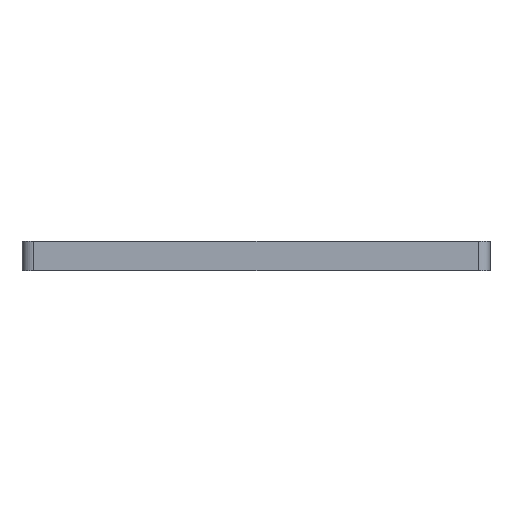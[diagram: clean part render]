
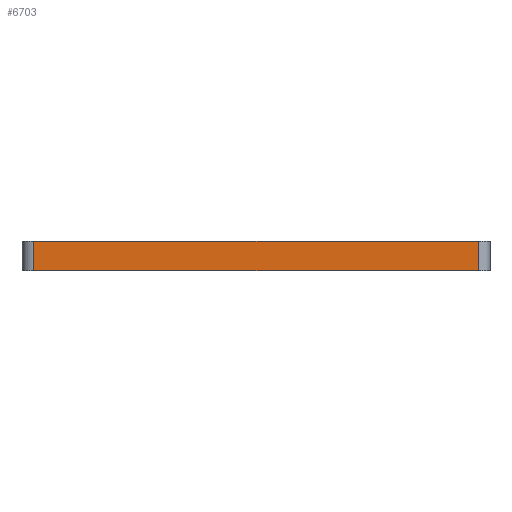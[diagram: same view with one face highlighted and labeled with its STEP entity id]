
A CAD part, left-side view. The second image highlights one B-rep face of the part: STEP entity #6703.
In plain terms, the highlighted planar face has unit normal (-1, 0, 0).
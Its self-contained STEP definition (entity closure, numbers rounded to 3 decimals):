
#93 = VECTOR ( 'NONE', #4356, 1000. ) ;
#599 = EDGE_CURVE ( 'NONE', #9264, #871, #6666, .T. ) ;
#865 = VERTEX_POINT ( 'NONE', #5715 ) ;
#871 = VERTEX_POINT ( 'NONE', #5706 ) ;
#2069 = EDGE_CURVE ( 'NONE', #865, #871, #6095, .T. ) ;
#2181 = EDGE_CURVE ( 'NONE', #9264, #2947, #2996, .T. ) ;
#2547 = PLANE ( 'NONE',  #10909 ) ;
#2947 = VERTEX_POINT ( 'NONE', #5222 ) ;
#2996 = LINE ( 'NONE', #6513, #9625 ) ;
#3063 = CARTESIAN_POINT ( 'NONE',  ( -100., 95., 6.35 ) ) ;
#3340 = VECTOR ( 'NONE', #4458, 1000. ) ;
#3409 = DIRECTION ( 'NONE',  ( 0., 1., 0. ) ) ;
#4356 = DIRECTION ( 'NONE',  ( 0., -1., 0. ) ) ;
#4458 = DIRECTION ( 'NONE',  ( 0., -1., 0. ) ) ;
#5222 = CARTESIAN_POINT ( 'NONE',  ( -100., 95., -6.35 ) ) ;
#5628 = LINE ( 'NONE', #9640, #3340 ) ;
#5706 = CARTESIAN_POINT ( 'NONE',  ( -100., -95., 6.35 ) ) ;
#5715 = CARTESIAN_POINT ( 'NONE',  ( -100., -95., -6.35 ) ) ;
#5959 = CARTESIAN_POINT ( 'NONE',  ( -100., 100., 6.35 ) ) ;
#6095 = LINE ( 'NONE', #8082, #8684 ) ;
#6221 = ORIENTED_EDGE ( 'NONE', *, *, #2069, .T. ) ;
#6375 = ORIENTED_EDGE ( 'NONE', *, *, #9729, .T. ) ;
#6453 = DIRECTION ( 'NONE',  ( 0., 0., -1. ) ) ;
#6513 = CARTESIAN_POINT ( 'NONE',  ( -100., 95., 6.35 ) ) ;
#6666 = LINE ( 'NONE', #8995, #93 ) ;
#6703 = ADVANCED_FACE ( 'NONE', ( #7025 ), #2547, .F. ) ;
#7025 = FACE_OUTER_BOUND ( 'NONE', #7138, .T. ) ;
#7138 = EDGE_LOOP ( 'NONE', ( #6375, #6221, #10421, #10468 ) ) ;
#8022 = DIRECTION ( 'NONE',  ( 0., 0., 1. ) ) ;
#8082 = CARTESIAN_POINT ( 'NONE',  ( -100., -95., 6.35 ) ) ;
#8590 = DIRECTION ( 'NONE',  ( 1., 0., 0. ) ) ;
#8684 = VECTOR ( 'NONE', #8022, 1000. ) ;
#8995 = CARTESIAN_POINT ( 'NONE',  ( -100., 100., 6.35 ) ) ;
#9264 = VERTEX_POINT ( 'NONE', #3063 ) ;
#9625 = VECTOR ( 'NONE', #6453, 1000. ) ;
#9640 = CARTESIAN_POINT ( 'NONE',  ( -100., 100., -6.35 ) ) ;
#9729 = EDGE_CURVE ( 'NONE', #2947, #865, #5628, .T. ) ;
#10421 = ORIENTED_EDGE ( 'NONE', *, *, #599, .F. ) ;
#10468 = ORIENTED_EDGE ( 'NONE', *, *, #2181, .T. ) ;
#10909 = AXIS2_PLACEMENT_3D ( 'NONE', #5959, #8590, #3409 ) ;
